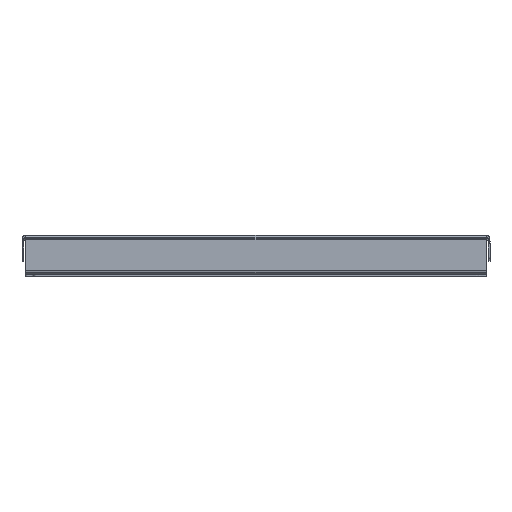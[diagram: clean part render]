
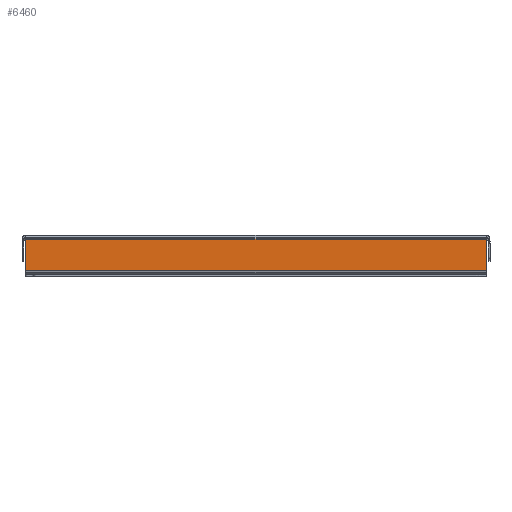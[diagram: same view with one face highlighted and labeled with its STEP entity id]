
A CAD part, top view. The second image highlights one B-rep face of the part: STEP entity #6460.
In plain terms, the highlighted planar face has unit normal (0, 0, 1).
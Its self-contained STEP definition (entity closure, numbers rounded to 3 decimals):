
#478 = LINE ( 'NONE', #5397, #13298 ) ;
#616 = DIRECTION ( 'NONE',  ( 0., 1., 0. ) ) ;
#1614 = DIRECTION ( 'NONE',  ( -1., 0., 0. ) ) ;
#1618 = DIRECTION ( 'NONE',  ( 0., -1., 0. ) ) ;
#1668 = VERTEX_POINT ( 'NONE', #10235 ) ;
#1777 = CARTESIAN_POINT ( 'NONE',  ( 196., -30., 549. ) ) ;
#2151 = CARTESIAN_POINT ( 'NONE',  ( -196., -30., 549. ) ) ;
#2908 = CARTESIAN_POINT ( 'NONE',  ( 196., -30., 549. ) ) ;
#3392 = VECTOR ( 'NONE', #616, 1000. ) ;
#4288 = CARTESIAN_POINT ( 'NONE',  ( 196., -3., 549. ) ) ;
#4492 = ORIENTED_EDGE ( 'NONE', *, *, #7549, .T. ) ;
#4804 = EDGE_CURVE ( 'NONE', #7250, #7560, #11226, .T. ) ;
#5397 = CARTESIAN_POINT ( 'NONE',  ( 0., -3., 549. ) ) ;
#5454 = LINE ( 'NONE', #6839, #3392 ) ;
#6117 = DIRECTION ( 'NONE',  ( 0., -1., 0. ) ) ;
#6460 = ADVANCED_FACE ( 'NONE', ( #11049 ), #8784, .T. ) ;
#6812 = EDGE_CURVE ( 'NONE', #7560, #1668, #8285, .T. ) ;
#6839 = CARTESIAN_POINT ( 'NONE',  ( -196., -1.5, 549. ) ) ;
#7012 = ORIENTED_EDGE ( 'NONE', *, *, #12235, .F. ) ;
#7250 = VERTEX_POINT ( 'NONE', #4288 ) ;
#7549 = EDGE_CURVE ( 'NONE', #7250, #8490, #478, .T. ) ;
#7560 = VERTEX_POINT ( 'NONE', #1777 ) ;
#8285 = LINE ( 'NONE', #2151, #10029 ) ;
#8402 = ORIENTED_EDGE ( 'NONE', *, *, #4804, .F. ) ;
#8490 = VERTEX_POINT ( 'NONE', #14218 ) ;
#8759 = AXIS2_PLACEMENT_3D ( 'NONE', #13708, #14686, #6117 ) ;
#8784 = PLANE ( 'NONE',  #8759 ) ;
#10029 = VECTOR ( 'NONE', #12004, 1000. ) ;
#10235 = CARTESIAN_POINT ( 'NONE',  ( -196., -30., 549. ) ) ;
#11049 = FACE_OUTER_BOUND ( 'NONE', #13542, .T. ) ;
#11226 = LINE ( 'NONE', #2908, #11811 ) ;
#11811 = VECTOR ( 'NONE', #1618, 1000. ) ;
#12004 = DIRECTION ( 'NONE',  ( -1., 0., 0. ) ) ;
#12235 = EDGE_CURVE ( 'NONE', #1668, #8490, #5454, .T. ) ;
#12234 = ORIENTED_EDGE ( 'NONE', *, *, #6812, .F. ) ;
#13298 = VECTOR ( 'NONE', #1614, 1000. ) ;
#13542 = EDGE_LOOP ( 'NONE', ( #8402, #4492, #7012, #12234 ) ) ;
#13708 = CARTESIAN_POINT ( 'NONE',  ( 0., 0., 549. ) ) ;
#14218 = CARTESIAN_POINT ( 'NONE',  ( -196., -3., 549. ) ) ;
#14686 = DIRECTION ( 'NONE',  ( 0., 0., 1. ) ) ;
